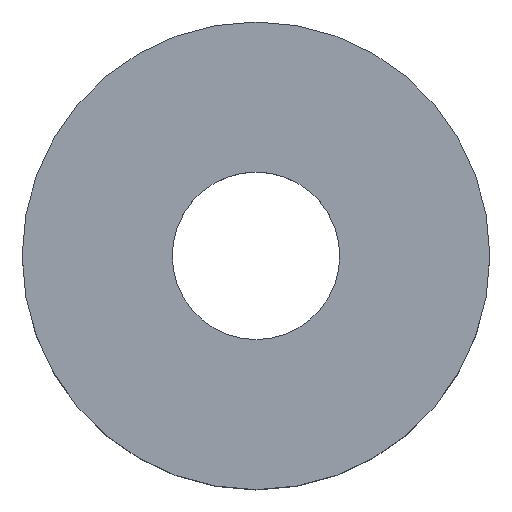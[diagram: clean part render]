
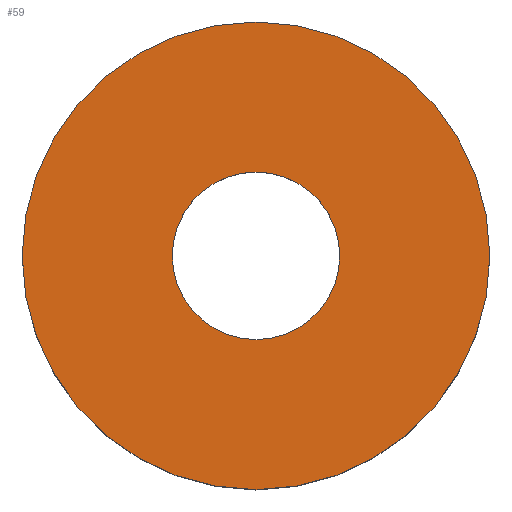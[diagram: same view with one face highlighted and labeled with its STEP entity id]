
A CAD part, top view. The second image highlights one B-rep face of the part: STEP entity #59.
In plain terms, the highlighted planar face has unit normal (0, 0, 1).
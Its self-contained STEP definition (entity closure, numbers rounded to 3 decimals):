
#13=DIRECTION('',(0.,0.,1.));
#14=DIRECTION('',(1.,0.,-0.));
#24=VERTEX_POINT('',#25);
#25=CARTESIAN_POINT('',(3.,0.,2.5));
#28=ORIENTED_EDGE('',*,*,#29,.T.);
#29=EDGE_CURVE('',#24,#24,#30,.T.);
#30=CIRCLE('',#31,3.);
#31=AXIS2_PLACEMENT_3D('',#32,#13,#33);
#32=CARTESIAN_POINT('',(0.,0.,2.5));
#33=DIRECTION('',(1.,0.,0.));
#59=ADVANCED_FACE('',(#60,#62),#71,.T.);
#60=FACE_BOUND('',#61,.T.);
#61=EDGE_LOOP('',(#28));
#62=FACE_BOUND('',#63,.T.);
#63=EDGE_LOOP('',(#64));
#64=ORIENTED_EDGE('',*,*,#65,.F.);
#65=EDGE_CURVE('',#66,#66,#68,.T.);
#66=VERTEX_POINT('',#67);
#67=CARTESIAN_POINT('',(1.075,0.,2.5));
#68=CIRCLE('',#69,1.075);
#69=AXIS2_PLACEMENT_3D('',#70,#13,#33);
#70=CARTESIAN_POINT('',(0.,0.,2.5));
#71=PLANE('',#72);
#72=AXIS2_PLACEMENT_3D('',#73,#13,#14);
#73=CARTESIAN_POINT('',(0.,0.,2.5));
